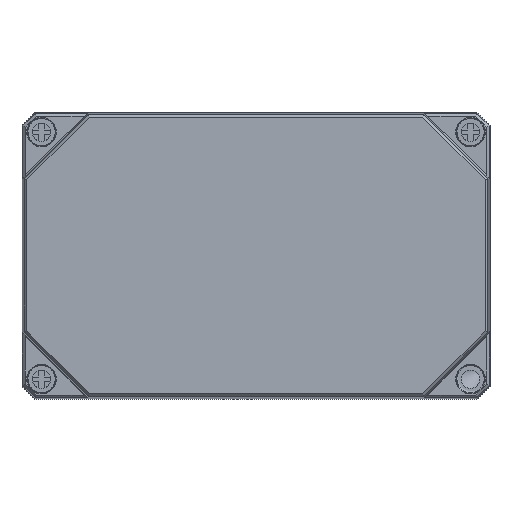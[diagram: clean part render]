
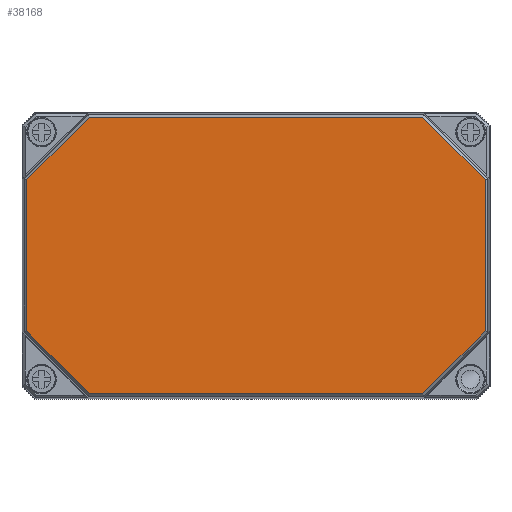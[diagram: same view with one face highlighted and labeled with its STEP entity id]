
A CAD part, top view. The second image highlights one B-rep face of the part: STEP entity #38168.
In plain terms, the highlighted face is planar.
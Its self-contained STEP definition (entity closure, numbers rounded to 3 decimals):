
#3249=PLANE('',#41203);
#5145=FACE_OUTER_BOUND('',#7569,.T.);
#7569=EDGE_LOOP('',(#33608,#33609,#33610,#33611,#33612,#33613,#33614,#33615));
#10435=LINE('',#66734,#13375);
#10439=LINE('',#66740,#13379);
#10527=LINE('',#68147,#13467);
#10530=LINE('',#68152,#13470);
#10532=LINE('',#68156,#13472);
#10535=LINE('',#68161,#13475);
#10537=LINE('',#68165,#13477);
#10540=LINE('',#68169,#13480);
#13375=VECTOR('',#49087,10.);
#13379=VECTOR('',#49093,10.);
#13467=VECTOR('',#49451,10.);
#13470=VECTOR('',#49456,10.);
#13472=VECTOR('',#49460,10.);
#13475=VECTOR('',#49465,10.);
#13477=VECTOR('',#49469,10.);
#13480=VECTOR('',#49474,10.);
#18382=VERTEX_POINT('',#66731);
#18383=VERTEX_POINT('',#66733);
#18384=VERTEX_POINT('',#66738);
#18485=VERTEX_POINT('',#68146);
#18486=VERTEX_POINT('',#68151);
#18487=VERTEX_POINT('',#68155);
#18488=VERTEX_POINT('',#68160);
#18489=VERTEX_POINT('',#68164);
#23429=EDGE_CURVE('',#18382,#18383,#10435,.T.);
#23433=EDGE_CURVE('',#18384,#18382,#10439,.T.);
#23614=EDGE_CURVE('',#18485,#18384,#10527,.T.);
#23617=EDGE_CURVE('',#18383,#18486,#10530,.T.);
#23619=EDGE_CURVE('',#18486,#18487,#10532,.T.);
#23622=EDGE_CURVE('',#18487,#18488,#10535,.T.);
#23624=EDGE_CURVE('',#18488,#18489,#10537,.T.);
#23627=EDGE_CURVE('',#18489,#18485,#10540,.T.);
#33608=ORIENTED_EDGE('',*,*,#23614,.F.);
#33609=ORIENTED_EDGE('',*,*,#23627,.F.);
#33610=ORIENTED_EDGE('',*,*,#23624,.F.);
#33611=ORIENTED_EDGE('',*,*,#23622,.F.);
#33612=ORIENTED_EDGE('',*,*,#23619,.F.);
#33613=ORIENTED_EDGE('',*,*,#23617,.F.);
#33614=ORIENTED_EDGE('',*,*,#23429,.F.);
#33615=ORIENTED_EDGE('',*,*,#23433,.F.);
#38168=ADVANCED_FACE('',(#5145),#3249,.T.);
#41203=AXIS2_PLACEMENT_3D('',#68190,#49489,#49490);
#49087=DIRECTION('',(-0.707,0.,0.707));
#49093=DIRECTION('',(0.,0.,1.));
#49451=DIRECTION('',(0.707,0.,0.707));
#49456=DIRECTION('',(-1.,0.,0.));
#49460=DIRECTION('',(-0.707,0.,-0.707));
#49465=DIRECTION('',(0.,0.,-1.));
#49469=DIRECTION('',(0.707,0.,-0.707));
#49474=DIRECTION('',(1.,0.,0.));
#49489=DIRECTION('center_axis',(0.,1.,0.));
#49490=DIRECTION('ref_axis',(0.,0.,1.));
#66731=CARTESIAN_POINT('',(88.188,93.,29.05));
#66733=CARTESIAN_POINT('',(64.05,93.,53.188));
#66734=CARTESIAN_POINT('',(73.619,93.,43.619));
#66738=CARTESIAN_POINT('',(88.188,93.,-29.05));
#66740=CARTESIAN_POINT('',(88.188,93.,-25.));
#68146=CARTESIAN_POINT('',(64.05,93.,-53.188));
#68147=CARTESIAN_POINT('',(61.119,93.,-56.119));
#68151=CARTESIAN_POINT('',(-64.05,93.,53.188));
#68152=CARTESIAN_POINT('',(42.5,93.,53.188));
#68155=CARTESIAN_POINT('',(-88.188,93.,29.05));
#68156=CARTESIAN_POINT('',(-61.119,93.,56.119));
#68160=CARTESIAN_POINT('',(-88.188,93.,-29.05));
#68161=CARTESIAN_POINT('',(-88.188,93.,25.));
#68164=CARTESIAN_POINT('',(-64.05,93.,-53.188));
#68165=CARTESIAN_POINT('',(-73.619,93.,-43.619));
#68169=CARTESIAN_POINT('',(-42.5,93.,-53.188));
#68190=CARTESIAN_POINT('Origin',(0.,93.,0.));
